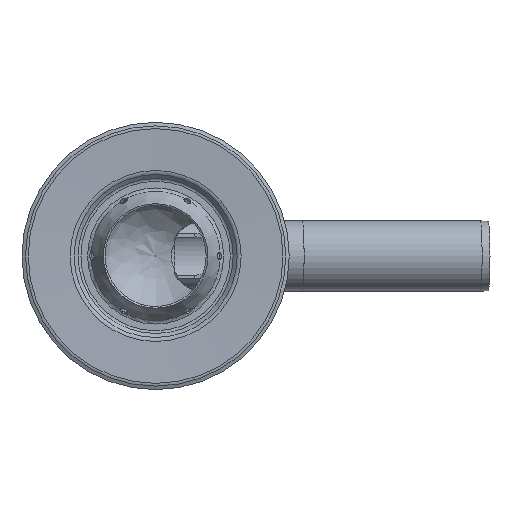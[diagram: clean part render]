
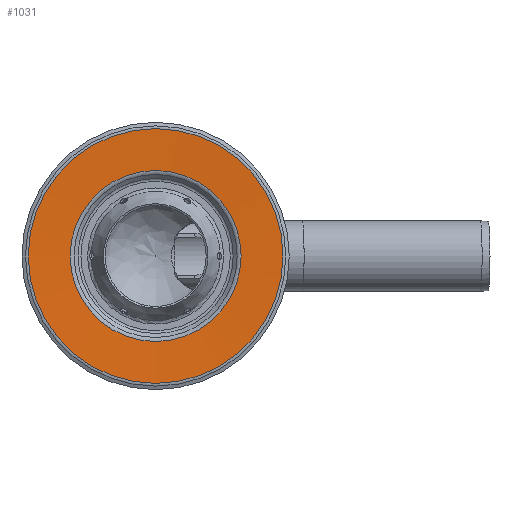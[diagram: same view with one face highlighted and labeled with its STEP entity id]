
A CAD part, top view. The second image highlights one B-rep face of the part: STEP entity #1031.
In plain terms, the highlighted conical face has half-angle 87.638 degrees and reference radius 800.04 mm.
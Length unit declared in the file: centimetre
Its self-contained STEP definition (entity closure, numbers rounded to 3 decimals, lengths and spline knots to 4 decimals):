
#64=CONICAL_SURFACE('',#1136,80.004,1.53);
#119=CIRCLE('',#1133,95.7534);
#121=CIRCLE('',#1135,95.7534);
#122=CIRCLE('',#1137,64.2547);
#123=CIRCLE('',#1138,64.2547);
#169=FACE_OUTER_BOUND('',#221,.T.);
#221=EDGE_LOOP('',(#877,#878,#879,#880,#881,#882));
#263=LINE('',#2756,#303);
#303=VECTOR('',#1361,80.004);
#451=VERTEX_POINT('',#2749);
#452=VERTEX_POINT('',#2750);
#453=VERTEX_POINT('',#2755);
#454=VERTEX_POINT('',#2757);
#597=EDGE_CURVE('',#451,#452,#119,.T.);
#599=EDGE_CURVE('',#452,#451,#121,.T.);
#600=EDGE_CURVE('',#452,#453,#263,.T.);
#601=EDGE_CURVE('',#454,#453,#122,.T.);
#602=EDGE_CURVE('',#453,#454,#123,.T.);
#877=ORIENTED_EDGE('',*,*,#597,.T.);
#878=ORIENTED_EDGE('',*,*,#600,.T.);
#879=ORIENTED_EDGE('',*,*,#601,.F.);
#880=ORIENTED_EDGE('',*,*,#602,.F.);
#881=ORIENTED_EDGE('',*,*,#600,.F.);
#882=ORIENTED_EDGE('',*,*,#599,.T.);
#1031=ADVANCED_FACE('',(#169),#64,.F.);
#1133=AXIS2_PLACEMENT_3D('',#2751,#1353,#1354);
#1135=AXIS2_PLACEMENT_3D('',#2753,#1357,#1358);
#1136=AXIS2_PLACEMENT_3D('',#2754,#1359,#1360);
#1137=AXIS2_PLACEMENT_3D('',#2758,#1362,#1363);
#1138=AXIS2_PLACEMENT_3D('',#2759,#1364,#1365);
#1353=DIRECTION('center_axis',(0.,0.,1.));
#1354=DIRECTION('ref_axis',(1.,0.,0.));
#1357=DIRECTION('center_axis',(0.,0.,1.));
#1358=DIRECTION('ref_axis',(1.,0.,0.));
#1359=DIRECTION('center_axis',(0.,0.,1.));
#1360=DIRECTION('ref_axis',(-1.,0.,0.));
#1361=DIRECTION('',(-0.999,0.,-0.041));
#1362=DIRECTION('center_axis',(0.,0.,1.));
#1363=DIRECTION('ref_axis',(1.,0.,0.));
#1364=DIRECTION('center_axis',(0.,0.,1.));
#1365=DIRECTION('ref_axis',(1.,0.,0.));
#2749=CARTESIAN_POINT('',(-250.,95.7534,54.0711));
#2750=CARTESIAN_POINT('',(-154.2466,0.,54.0711));
#2751=CARTESIAN_POINT('Origin',(-250.,0.,54.0711));
#2753=CARTESIAN_POINT('Origin',(-250.,0.,54.0711));
#2754=CARTESIAN_POINT('Origin',(-250.,0.,53.4214));
#2755=CARTESIAN_POINT('',(-185.7453,0.,52.7717));
#2756=CARTESIAN_POINT('',(-169.996,0.,53.4214));
#2757=CARTESIAN_POINT('',(-250.,64.2547,52.7717));
#2758=CARTESIAN_POINT('Origin',(-250.,0.,52.7717));
#2759=CARTESIAN_POINT('Origin',(-250.,0.,52.7717));
